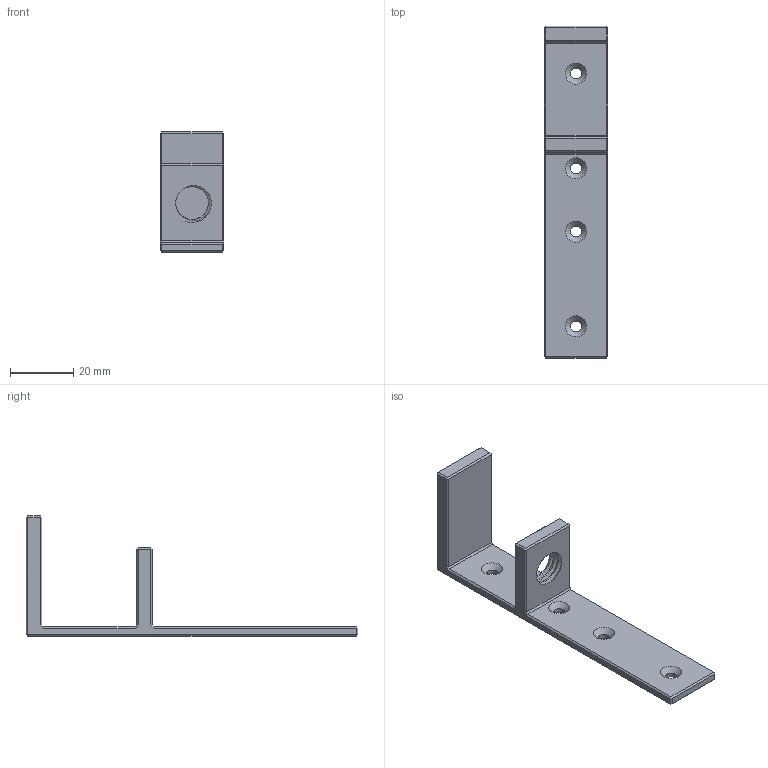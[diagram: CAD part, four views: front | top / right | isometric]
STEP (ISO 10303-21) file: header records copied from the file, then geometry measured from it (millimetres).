
FILE_DESCRIPTION(('FreeCAD Model'),'2;1');
FILE_NAME('Open CASCADE Shape Model','2023-10-07T13:32:34',(''),(''), 'Open CASCADE STEP processor 7.6','FreeCAD','Unknown');
FILE_SCHEMA(('AUTOMOTIVE_DESIGN { 1 0 10303 214 1 1 1 1 }'));
Length unit declared in the file: millimetre
Products named in the file (1): P0170-18-a_Schraubklemme_Tisch
Bounding box: 20 x 105 x 38 mm (x, y, z)
Volume: 11496.7 mm3; surface area: 7914.3 mm2
Topology: 1 solids, 1 shells, 273 faces, 702 edges, 447 vertices
Faces by surface type: extrusion 142, plane 107, bspline 12, cylinder 8, cone 4
Full cylindrical faces by diameter (mm): 3.4 x4, 10.4 x2
Entity records: 19982 total; most frequent: CARTESIAN_POINT 6942, DIRECTION 1850, VECTOR 1575, LINE 1433, ORIENTED_EDGE 1404, PCURVE 1404, DEFINITIONAL_REPRESENTATION 1404, B_SPLINE_CURVE_WITH_KNOTS 789
